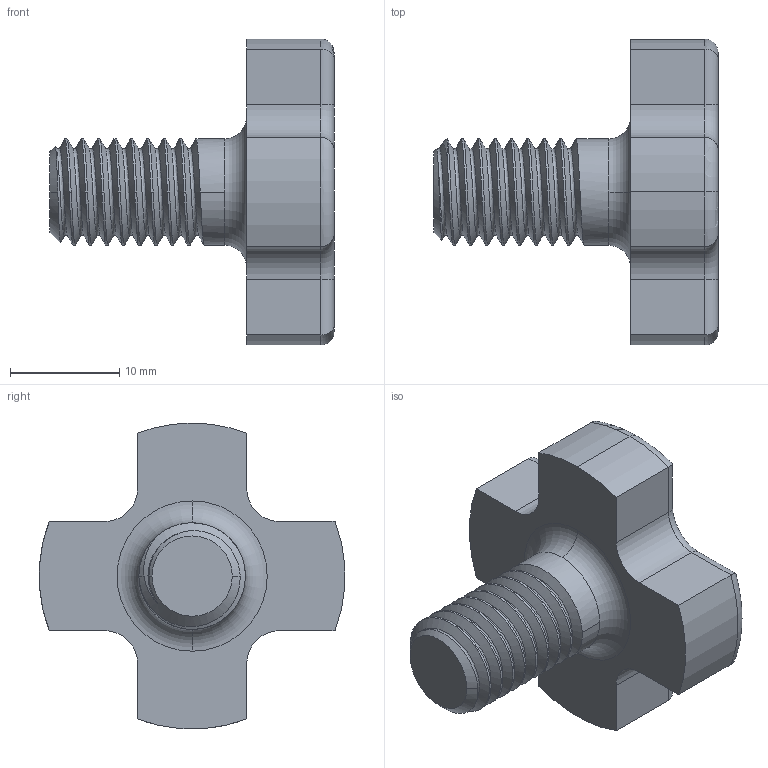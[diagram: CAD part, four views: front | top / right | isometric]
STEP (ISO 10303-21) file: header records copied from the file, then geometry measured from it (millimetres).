
FILE_DESCRIPTION (( 'STEP AP203' ), '1' );
FILE_NAME ('102.10.22_D_3D-Zeichnung.STEP', '2024-03-19T14:49:53', ( '' ), ( '' ), 'SwSTEP 2.0', 'SolidWorks 2023', '' );
FILE_SCHEMA (( 'CONFIG_CONTROL_DESIGN' ));
Length unit declared in the file: metre
Products named in the file (3): _Q_r____FMB22.STEP; 403.11.22_D_3D-Zeichnung.STEP; 102.10.22_D_3D-Zeichnung
Assembly tree (2 placements, depth 3):
  102.10.22_D_3D-Zeichnung
    403.11.22_D_3D-Zeichnung.STEP
      _Q_r____FMB22.STEP
Bounding box: 26 x 27.95 x 27.99 mm (x, y, z)
Volume: 4792.1 mm3; surface area: 2371 mm2
Topology: 1 solids, 1 shells, 66 faces, 173 edges, 110 vertices
Faces by surface type: cylinder 35, torus 11, plane 11, bspline 6, cone 3
Entity records: 5062 total; most frequent: CARTESIAN_POINT 3274, ORIENTED_EDGE 346, DIRECTION 292, EDGE_CURVE 173, AXIS2_PLACEMENT_3D 115, VERTEX_POINT 110, EDGE_LOOP 67, FACE_OUTER_BOUND 66
